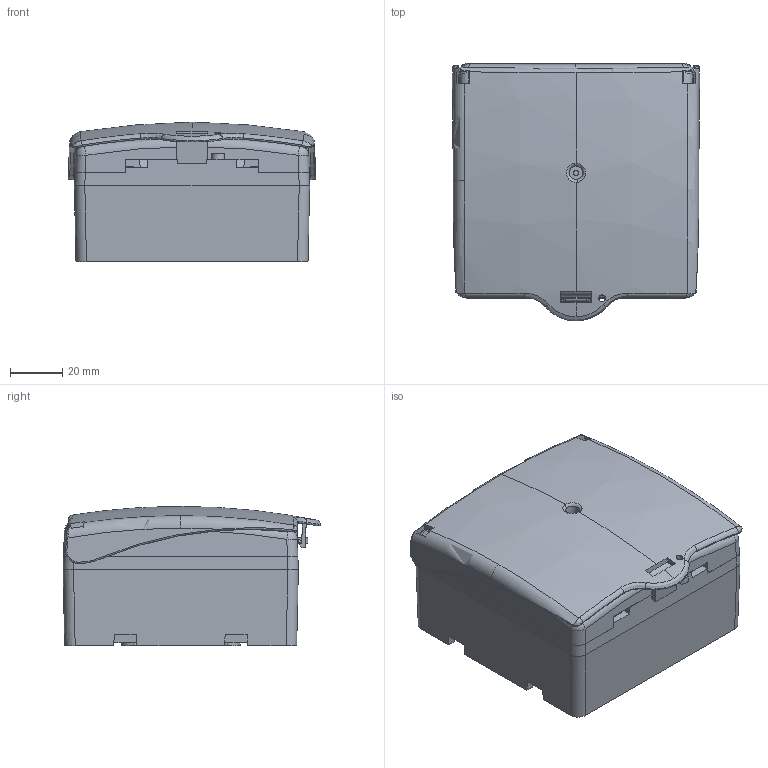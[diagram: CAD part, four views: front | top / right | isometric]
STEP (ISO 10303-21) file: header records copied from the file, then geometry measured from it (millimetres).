
FILE_DESCRIPTION (( 'STEP AP214' ), '1' );
FILE_NAME ('SHOKV3.STEP', '2021-10-06T13:26:20', ( '' ), ( '' ), 'SwSTEP 2.0', 'SolidWorks 2020', '' );
FILE_SCHEMA (( 'AUTOMOTIVE_DESIGN' ));
Length unit declared in the file: millimetre
Products named in the file (18): MP0576_COMPRESSION SPRING modif_L1; PP0409-PROTECTION LID R2; EP0608-CYLINDRICAL MAGNET; PCB0104-2C BUZZER LEDS PCB V1.0; SHOKV3; FP0191-BN 84229 - 3x25 hexalobular socket pan head screw; PP0410-LED DIFFUSOR_ROUGE; LB0153-BATCH NUMBER LABEL; MP0575_COMPRESSION SPRING modif_L1; LB0220-PUSHING LABEL_FR-DEVERROUILLAGE D''URGENCE + APPUYER ICI; PP0408-LOWER CASING_vis thermoplastique; PP0411-PUSHING WINDOWS; BN_6404_1983415_hexalobular_socket_button_head_screw_M3x16; ISO - 4032 - M3 - D - S_ISO - 4032 - M3 - D - S; PP0412-STATE WINDOWS_config horizontale E (OK); PP0407-MIDDLE CASING_insertion PCB invers‚e; DOC0049-INTRUCTION NOTICE^AS0261-MANUAL CALL POINT; PP0406-UPPER CASING_sans opercules
Assembly tree (17 placements, depth 2):
  SHOKV3
    PP0406-UPPER CASING_sans opercules
    PP0407-MIDDLE CASING_insertion PCB invers‚e
    LB0153-BATCH NUMBER LABEL
    PP0408-LOWER CASING_vis thermoplastique
    PP0409-PROTECTION LID R2
    PP0410-LED DIFFUSOR_ROUGE
    PP0411-PUSHING WINDOWS
    LB0220-PUSHING LABEL_FR-DEVERROUILLAGE D''URGENCE + APPUYER ICI
    PP0412-STATE WINDOWS_config horizontale E (OK)
    EP0608-CYLINDRICAL MAGNET
    PCB0104-2C BUZZER LEDS PCB V1.0
    ISO - 4032 - M3 - D - S_ISO - 4032 - M3 - D - S
    MP0575_COMPRESSION SPRING modif_L1
    MP0576_COMPRESSION SPRING modif_L1  x2
    BN_6404_1983415_hexalobular_socket_button_head_screw_M3x16
    FP0191-BN 84229 - 3x25 hexalobular socket pan head screw
  DOC0049-INTRUCTION NOTICE^AS0261-MANUAL CALL POINT
Bounding box: 94.51 x 98.65 x 53.2 mm (x, y, z)
Volume: 134428.1 mm3; surface area: 148327.2 mm2
Topology: 63 solids, 163 shells, 4350 faces, 11056 edges, 7109 vertices
Faces by surface type: plane 2967, cylinder 616, cone 352, bspline 256, torus 89, sphere 70
Entity records: 186822 total; most frequent: CARTESIAN_POINT 54510, ORIENTED_EDGE 22040, DIRECTION 20142, EDGE_CURVE 11021, LINE 7990, VECTOR 7990, VERTEX_POINT 7091, AXIS2_PLACEMENT_3D 6076
